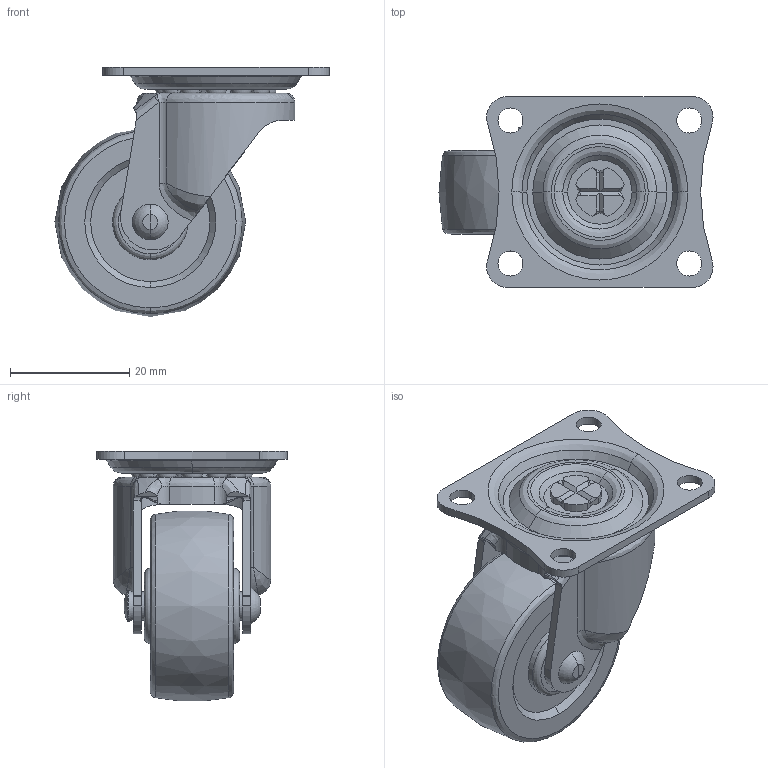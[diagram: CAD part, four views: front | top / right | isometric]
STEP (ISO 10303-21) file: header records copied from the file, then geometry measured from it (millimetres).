
FILE_DESCRIPTION( (''), '2;1');
FILE_NAME ('PC002.7988.TCA_420G_U32_26455.stp','2025-08-07T20:30:43',(''),(''),'spGate 19.8.4 (****-****-****-****)','','');
FILE_SCHEMA (('AUTOMOTIVE_DESIGN'));
Length unit declared in the file: millimetre
Products named in the file (6): Assembly; body; wheel; mounting plate; main shaft; axle
Assembly tree (5 placements, depth 2):
  Assembly
    body
    wheel
    mounting plate
    main shaft
    axle
Bounding box: 46 x 32 x 41.93 mm (x, y, z)
Volume: 15081.4 mm3; surface area: 10287.5 mm2
Topology: 5 solids, 5 shells, 248 faces, 652 edges, 389 vertices
Faces by surface type: bspline 78, cylinder 76, plane 68, sphere 26
Entity records: 14003 total; most frequent: CARTESIAN_POINT 3840, ORIENTED_EDGE 1200, DIRECTION 944, COLOUR_RGB 853, PRESENTATION_STYLE_ASSIGNMENT 853, STYLED_ITEM 853, EDGE_CURVE 600, DRAUGHTING_PRE_DEFINED_CURVE_FONT 600
